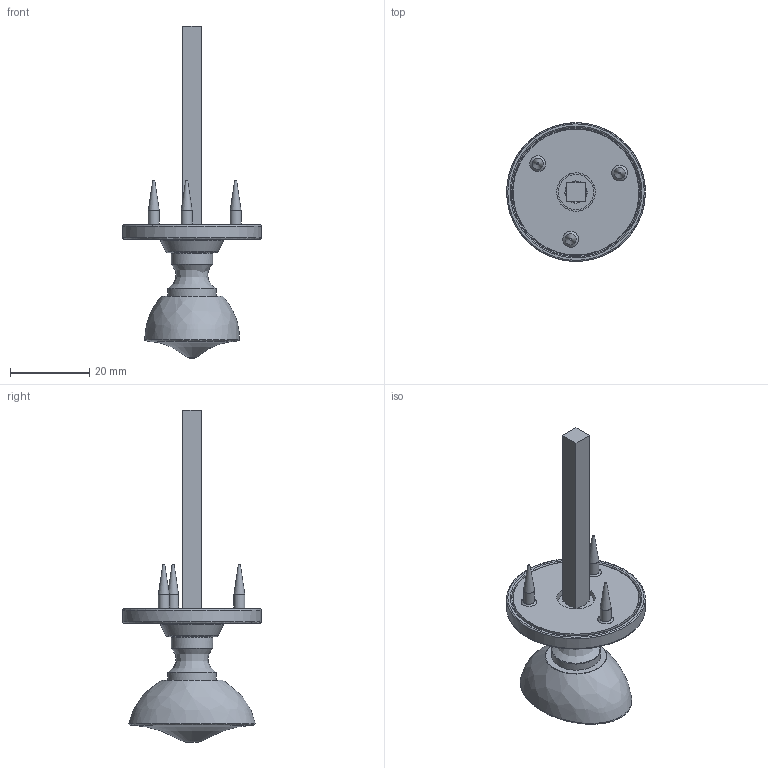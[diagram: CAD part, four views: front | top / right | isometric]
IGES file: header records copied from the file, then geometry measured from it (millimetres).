
Global section: file name: P8174T; native system: Autodesk Inventor 2018; preprocessor: unknown; author: ashami; date: 20180912.143152; units: millimetre
Bounding box: 35 x 34.97 x 83.76 mm (x, y, z)
Volume: 10854.2 mm3; surface area: 8483.5 mm2
Topology: 7 solids, 7 shells, 123 faces, 333 edges, 234 vertices
Faces by surface type: bspline 123
